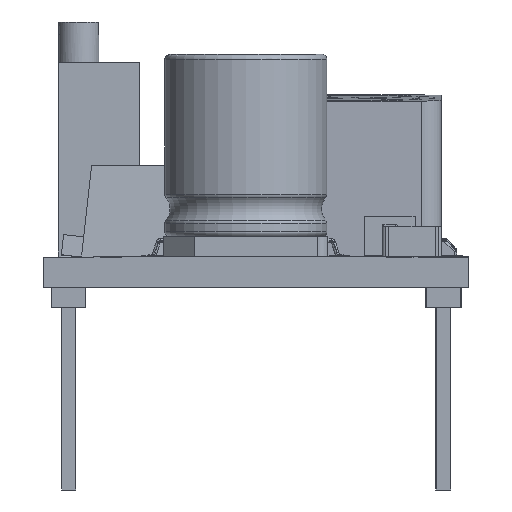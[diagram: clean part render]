
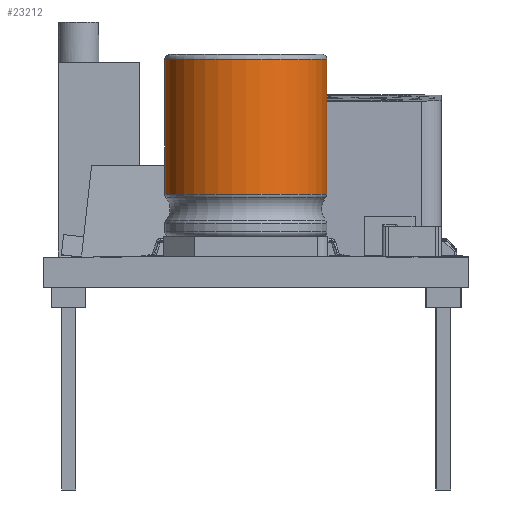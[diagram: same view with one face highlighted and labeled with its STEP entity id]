
A CAD part, left-side view. The second image highlights one B-rep face of the part: STEP entity #23212.
In plain terms, the highlighted cylindrical face has radius 4 mm (diameter 8 mm), a full revolution.
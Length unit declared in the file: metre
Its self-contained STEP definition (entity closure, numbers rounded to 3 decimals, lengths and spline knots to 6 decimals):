
#1584=CIRCLE('',#28275,0.004);
#1585=CIRCLE('',#28276,0.004);
#1587=CIRCLE('',#28279,0.004);
#1588=CIRCLE('',#28280,0.004);
#1844=CYLINDRICAL_SURFACE('',#28278,0.004);
#6431=ORIENTED_EDGE('',*,*,#11002,.F.);
#6432=ORIENTED_EDGE('',*,*,#11003,.F.);
#6433=ORIENTED_EDGE('',*,*,#11004,.T.);
#6434=ORIENTED_EDGE('',*,*,#11000,.T.);
#6435=ORIENTED_EDGE('',*,*,#10999,.T.);
#6436=ORIENTED_EDGE('',*,*,#11004,.F.);
#10999=EDGE_CURVE('',#13835,#13836,#1584,.T.);
#11000=EDGE_CURVE('',#13836,#13835,#1585,.T.);
#11002=EDGE_CURVE('',#13837,#13838,#1587,.T.);
#11003=EDGE_CURVE('',#13838,#13837,#1588,.T.);
#11004=EDGE_CURVE('',#13838,#13836,#16061,.T.);
#13835=VERTEX_POINT('',#52819);
#13836=VERTEX_POINT('',#52820);
#13837=VERTEX_POINT('',#52825);
#13838=VERTEX_POINT('',#52826);
#16061=LINE('',#52828,#18340);
#18340=VECTOR('',#32584,1.);
#19898=EDGE_LOOP('',(#6431,#6432,#6433,#6434,#6435,#6436));
#21231=FACE_BOUND('',#19898,.T.);
#23212=ADVANCED_FACE('',(#21231),#1844,.T.);
#28275=AXIS2_PLACEMENT_3D('',#52818,#32572,#32573);
#28276=AXIS2_PLACEMENT_3D('',#52821,#32574,#32575);
#28278=AXIS2_PLACEMENT_3D('',#52823,#32578,#32579);
#28279=AXIS2_PLACEMENT_3D('',#52824,#32580,#32581);
#28280=AXIS2_PLACEMENT_3D('',#52827,#32582,#32583);
#32572=DIRECTION('',(0.,0.,1.));
#32573=DIRECTION('',(1.,0.,0.));
#32574=DIRECTION('',(0.,0.,1.));
#32575=DIRECTION('',(1.,0.,0.));
#32578=DIRECTION('',(0.,0.,1.));
#32579=DIRECTION('',(1.,0.,0.));
#32580=DIRECTION('',(0.,0.,1.));
#32581=DIRECTION('',(1.,0.,0.));
#32582=DIRECTION('',(0.,0.,1.));
#32583=DIRECTION('',(1.,0.,0.));
#32584=DIRECTION('',(0.,0.,-1.));
#52818=CARTESIAN_POINT('',(-0.021141,0.037189,0.027971));
#52819=CARTESIAN_POINT('',(-0.017141,0.037189,0.027971));
#52820=CARTESIAN_POINT('',(-0.025141,0.037189,0.027971));
#52821=CARTESIAN_POINT('',(-0.021141,0.037189,0.027971));
#52823=CARTESIAN_POINT('',(-0.021141,0.037189,0.034875));
#52824=CARTESIAN_POINT('',(-0.021141,0.037189,0.034625));
#52825=CARTESIAN_POINT('',(-0.017141,0.037189,0.034625));
#52826=CARTESIAN_POINT('',(-0.025141,0.037189,0.034625));
#52827=CARTESIAN_POINT('',(-0.021141,0.037189,0.034625));
#52828=CARTESIAN_POINT('',(-0.025141,0.037189,0.034875));
